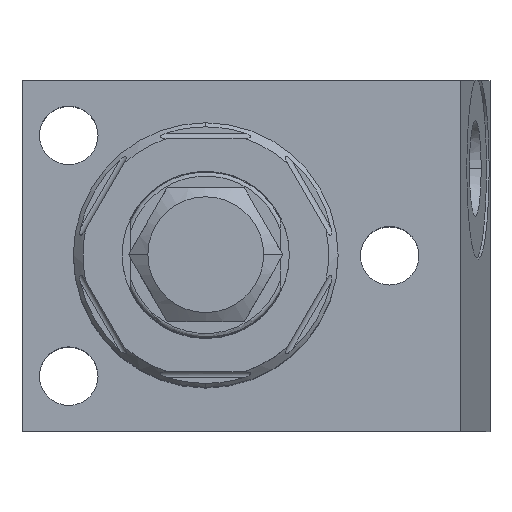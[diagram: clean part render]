
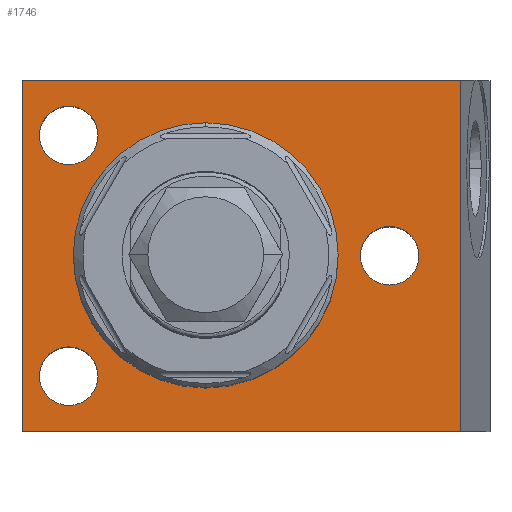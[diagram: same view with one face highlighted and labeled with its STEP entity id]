
A CAD part, top view. The second image highlights one B-rep face of the part: STEP entity #1746.
In plain terms, the highlighted planar face has unit normal (0, 0, 1).
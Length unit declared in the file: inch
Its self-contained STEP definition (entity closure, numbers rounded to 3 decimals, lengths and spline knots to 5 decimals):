
#136=DIRECTION('',(1.,0.,0.));
#137=VECTOR('',#136,1.63949);
#138=CARTESIAN_POINT('',(-0.687,0.6565,0.53));
#139=LINE('',#138,#137);
#166=DIRECTION('',(0.,1.,0.));
#167=VECTOR('',#166,1.313);
#168=CARTESIAN_POINT('',(0.95249,-0.6565,0.53));
#169=LINE('',#168,#167);
#222=DIRECTION('',(1.,0.,0.));
#223=VECTOR('',#222,1.63949);
#224=CARTESIAN_POINT('',(-0.687,-0.6565,0.53));
#225=LINE('',#224,#223);
#234=DIRECTION('',(0.,1.,0.));
#235=VECTOR('',#234,1.313);
#236=CARTESIAN_POINT('',(-0.687,-0.6565,0.53));
#237=LINE('',#236,#235);
#238=CARTESIAN_POINT('',(0.,0.,0.53));
#239=DIRECTION('',(0.,0.,1.));
#240=DIRECTION('',(1.,0.,0.));
#241=AXIS2_PLACEMENT_3D('',#238,#239,#240);
#243=CARTESIAN_POINT('',(0.,0.,0.53));
#244=DIRECTION('',(0.,0.,1.));
#245=DIRECTION('',(-1.,0.,0.));
#246=AXIS2_PLACEMENT_3D('',#243,#244,#245);
#248=CARTESIAN_POINT('',(-0.512,-0.45,0.53));
#249=DIRECTION('',(0.,0.,-1.));
#250=DIRECTION('',(-1.,0.,0.));
#251=AXIS2_PLACEMENT_3D('',#248,#249,#250);
#253=CARTESIAN_POINT('',(-0.512,-0.45,0.53));
#254=DIRECTION('',(0.,0.,-1.));
#255=DIRECTION('',(1.,0.,0.));
#256=AXIS2_PLACEMENT_3D('',#253,#254,#255);
#258=CARTESIAN_POINT('',(-0.512,0.45,0.53));
#259=DIRECTION('',(0.,0.,-1.));
#260=DIRECTION('',(-1.,0.,0.));
#261=AXIS2_PLACEMENT_3D('',#258,#259,#260);
#263=CARTESIAN_POINT('',(-0.512,0.45,0.53));
#264=DIRECTION('',(0.,0.,-1.));
#265=DIRECTION('',(1.,0.,0.));
#266=AXIS2_PLACEMENT_3D('',#263,#264,#265);
#268=CARTESIAN_POINT('',(0.688,0.,0.53));
#269=DIRECTION('',(0.,0.,-1.));
#270=DIRECTION('',(-1.,0.,0.));
#271=AXIS2_PLACEMENT_3D('',#268,#269,#270);
#273=CARTESIAN_POINT('',(0.688,0.,0.53));
#274=DIRECTION('',(0.,0.,-1.));
#275=DIRECTION('',(1.,0.,0.));
#276=AXIS2_PLACEMENT_3D('',#273,#274,#275);
#1457=CARTESIAN_POINT('',(-0.687,-0.6565,0.53));
#1458=VERTEX_POINT('',#1457);
#1459=CARTESIAN_POINT('',(0.95249,-0.6565,0.53));
#1460=VERTEX_POINT('',#1459);
#1465=CARTESIAN_POINT('',(-0.687,0.6565,0.53));
#1466=VERTEX_POINT('',#1465);
#1467=CARTESIAN_POINT('',(0.95249,0.6565,0.53));
#1468=VERTEX_POINT('',#1467);
#1469=CARTESIAN_POINT('',(0.495,0.,0.53));
#1470=CARTESIAN_POINT('',(-0.495,0.,0.53));
#1471=VERTEX_POINT('',#1469);
#1472=VERTEX_POINT('',#1470);
#1477=CARTESIAN_POINT('',(-0.6215,-0.45,0.53));
#1478=CARTESIAN_POINT('',(-0.4025,-0.45,0.53));
#1479=VERTEX_POINT('',#1477);
#1480=VERTEX_POINT('',#1478);
#1485=CARTESIAN_POINT('',(-0.6215,0.45,0.53));
#1486=CARTESIAN_POINT('',(-0.4025,0.45,0.53));
#1487=VERTEX_POINT('',#1485);
#1488=VERTEX_POINT('',#1486);
#1493=CARTESIAN_POINT('',(0.5785,0.,0.53));
#1494=CARTESIAN_POINT('',(0.7975,0.,0.53));
#1495=VERTEX_POINT('',#1493);
#1496=VERTEX_POINT('',#1494);
#1711=CARTESIAN_POINT('',(-0.687,-0.6565,0.53));
#1712=DIRECTION('',(0.,0.,1.));
#1713=DIRECTION('',(1.,0.,0.));
#1714=AXIS2_PLACEMENT_3D('',#1711,#1712,#1713);
#1715=PLANE('',#1714);
#1716=ORIENTED_EDGE('',*,*,#1692,.F.);
#1717=ORIENTED_EDGE('',*,*,#1706,.T.);
#1718=ORIENTED_EDGE('',*,*,#1603,.T.);
#1719=ORIENTED_EDGE('',*,*,#1640,.F.);
#1720=EDGE_LOOP('',(#1716,#1717,#1718,#1719));
#1721=FACE_OUTER_BOUND('',#1720,.F.);
#1723=ORIENTED_EDGE('',*,*,#1722,.T.);
#1725=ORIENTED_EDGE('',*,*,#1724,.T.);
#1726=EDGE_LOOP('',(#1723,#1725));
#1727=FACE_BOUND('',#1726,.F.);
#1729=ORIENTED_EDGE('',*,*,#1728,.F.);
#1731=ORIENTED_EDGE('',*,*,#1730,.F.);
#1732=EDGE_LOOP('',(#1729,#1731));
#1733=FACE_BOUND('',#1732,.F.);
#1735=ORIENTED_EDGE('',*,*,#1734,.F.);
#1737=ORIENTED_EDGE('',*,*,#1736,.F.);
#1738=EDGE_LOOP('',(#1735,#1737));
#1739=FACE_BOUND('',#1738,.F.);
#1741=ORIENTED_EDGE('',*,*,#1740,.F.);
#1743=ORIENTED_EDGE('',*,*,#1742,.F.);
#1744=EDGE_LOOP('',(#1741,#1743));
#1745=FACE_BOUND('',#1744,.F.);
#1746=ADVANCED_FACE('',(#1721,#1727,#1733,#1739,#1745),#1715,.T.);
#242=CIRCLE('',#241,0.495);
#247=CIRCLE('',#246,0.495);
#252=CIRCLE('',#251,0.1095);
#257=CIRCLE('',#256,0.1095);
#262=CIRCLE('',#261,0.1095);
#267=CIRCLE('',#266,0.1095);
#272=CIRCLE('',#271,0.1095);
#277=CIRCLE('',#276,0.1095);
#1603=EDGE_CURVE('',#1466,#1468,#139,.T.);
#1640=EDGE_CURVE('',#1460,#1468,#169,.T.);
#1692=EDGE_CURVE('',#1458,#1460,#225,.T.);
#1706=EDGE_CURVE('',#1458,#1466,#237,.T.);
#1722=EDGE_CURVE('',#1471,#1472,#242,.T.);
#1724=EDGE_CURVE('',#1472,#1471,#247,.T.);
#1728=EDGE_CURVE('',#1479,#1480,#252,.T.);
#1730=EDGE_CURVE('',#1480,#1479,#257,.T.);
#1734=EDGE_CURVE('',#1487,#1488,#262,.T.);
#1736=EDGE_CURVE('',#1488,#1487,#267,.T.);
#1740=EDGE_CURVE('',#1495,#1496,#272,.T.);
#1742=EDGE_CURVE('',#1496,#1495,#277,.T.);
